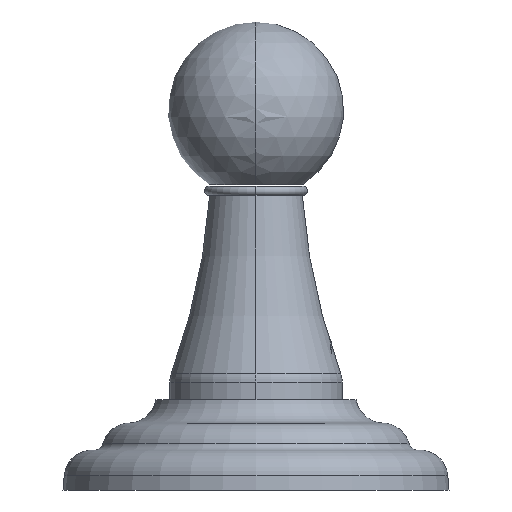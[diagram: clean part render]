
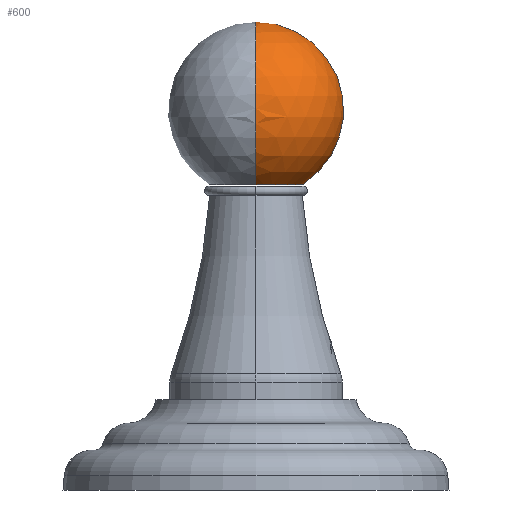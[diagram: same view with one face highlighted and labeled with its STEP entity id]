
A CAD part, left-side view. The second image highlights one B-rep face of the part: STEP entity #600.
In plain terms, the highlighted spherical face has radius 14.857 mm.
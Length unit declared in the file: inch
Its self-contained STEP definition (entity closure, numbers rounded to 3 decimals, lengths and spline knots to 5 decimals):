
#341=CARTESIAN_POINT('',(0.,0.,2.027));
#342=DIRECTION('',(0.,0.,-1.));
#343=DIRECTION('',(1.,0.,0.));
#344=AXIS2_PLACEMENT_3D('',#341,#342,#343);
#346=CARTESIAN_POINT('',(0.49098,0.,2.8425));
#347=CARTESIAN_POINT('',(0.49098,-0.01673,2.8425));
#348=CARTESIAN_POINT('',(0.49098,-0.04918,
2.83992));
#349=CARTESIAN_POINT('',(0.49099,-0.09661,
2.82872));
#350=CARTESIAN_POINT('',(0.49101,-0.14081,
2.81087));
#351=CARTESIAN_POINT('',(0.49103,-0.18147,
2.78695));
#352=CARTESIAN_POINT('',(0.49105,-0.21845,
2.75706));
#353=CARTESIAN_POINT('',(0.49108,-0.25149,
2.72094));
#354=CARTESIAN_POINT('',(0.49113,-0.27945,
2.67855));
#355=CARTESIAN_POINT('',(0.49112,-0.29364,
2.64715));
#356=CARTESIAN_POINT('',(0.49112,-0.2995,
2.63058));
#358=CARTESIAN_POINT('',(0.49098,0.,2.52458));
#359=DIRECTION('',(-1.,0.,0.));
#360=DIRECTION('',(0.,0.,-1.));
#361=AXIS2_PLACEMENT_3D('',#358,#359,#360);
#406=CARTESIAN_POINT('',(0.,0.,2.52458));
#407=DIRECTION('',(0.,-1.,0.));
#408=DIRECTION('',(0.526,0.,-0.851));
#409=AXIS2_PLACEMENT_3D('',#406,#407,#408);
#428=CARTESIAN_POINT('',(0.,0.,2.52458));
#429=DIRECTION('',(0.,-1.,0.));
#430=DIRECTION('',(0.839,0.,0.544));
#431=AXIS2_PLACEMENT_3D('',#428,#429,#430);
#433=CARTESIAN_POINT('',(0.,0.,2.52458));
#434=DIRECTION('',(0.,1.,0.));
#435=DIRECTION('',(-0.526,0.,-0.851));
#436=AXIS2_PLACEMENT_3D('',#433,#434,#435);
#509=CARTESIAN_POINT('',(-0.3075,0.,2.027));
#510=CARTESIAN_POINT('',(0.,0.,3.1095));
#511=VERTEX_POINT('',#509);
#512=VERTEX_POINT('',#510);
#517=CARTESIAN_POINT('',(0.3075,0.,2.027));
#518=VERTEX_POINT('',#517);
#519=CARTESIAN_POINT('',(0.49098,0.,2.20665));
#520=VERTEX_POINT('',#519);
#521=CARTESIAN_POINT('',(0.49098,0.,2.8425));
#522=VERTEX_POINT('',#521);
#531=VERTEX_POINT('',#356);
#581=CARTESIAN_POINT('',(0.,0.,2.52458));
#582=DIRECTION('',(0.,0.,-1.));
#583=DIRECTION('',(-1.,0.,0.));
#584=AXIS2_PLACEMENT_3D('',#581,#582,#583);
#585=SPHERICAL_SURFACE('',#584,0.58492);
#587=ORIENTED_EDGE('',*,*,#586,.F.);
#589=ORIENTED_EDGE('',*,*,#588,.T.);
#591=ORIENTED_EDGE('',*,*,#590,.T.);
#593=ORIENTED_EDGE('',*,*,#592,.F.);
#595=ORIENTED_EDGE('',*,*,#594,.T.);
#597=ORIENTED_EDGE('',*,*,#596,.F.);
#598=EDGE_LOOP('',(#587,#589,#591,#593,#595,#597));
#599=FACE_OUTER_BOUND('',#598,.F.);
#600=ADVANCED_FACE('',(#599),#585,.T.);
#345=CIRCLE('',#344,0.3075);
#357=B_SPLINE_CURVE_WITH_KNOTS('',3,(#346,#347,#348,#349,#350,#351,#352,#353,
#354,#355,#356),.UNSPECIFIED.,.F.,.F.,(4,1,1,1,1,1,1,1,4),(0.,0.125,0.25,
0.375,0.5,0.625,0.75,0.875,1.),.UNSPECIFIED.);
#362=CIRCLE('',#361,0.31792);
#410=CIRCLE('',#409,0.58492);
#432=CIRCLE('',#431,0.58492);
#437=CIRCLE('',#436,0.58492);
#586=EDGE_CURVE('',#518,#520,#410,.T.);
#588=EDGE_CURVE('',#518,#511,#345,.T.);
#590=EDGE_CURVE('',#511,#512,#437,.T.);
#592=EDGE_CURVE('',#522,#512,#432,.T.);
#594=EDGE_CURVE('',#522,#531,#357,.T.);
#596=EDGE_CURVE('',#520,#531,#362,.T.);
